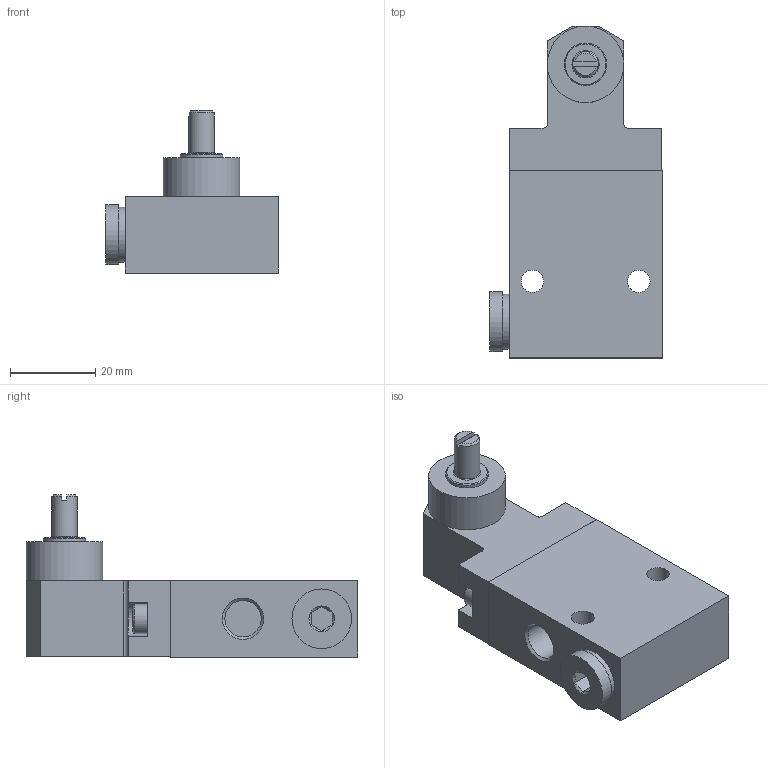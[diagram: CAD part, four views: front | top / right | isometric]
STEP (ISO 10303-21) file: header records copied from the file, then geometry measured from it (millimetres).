
FILE_DESCRIPTION(/* description */ ('STEP AP214'),/* implementation_level */ '2;1');
FILE_NAME(/* name */ '4937_RW_O-3-1_8',/* time_stamp */ '2024-09-14T22:26:17+02:00',/* author */ ('License CC BY-ND 4.0'),/* organization */ ('CADENAS'),/* preprocessor_version */ 'ST-DEVELOPER v19.3',/* originating_system */ 'PARTsolutions',/* authorisation */ ' ');
FILE_SCHEMA (('AUTOMOTIVE_DESIGN {1 0 10303 214 3 1 1}'));
Length unit declared in the file: millimetre
Products named in the file (1): 4937 RW/O-3-1/8
Bounding box: 40.5 x 78 x 38.1 mm (x, y, z)
Volume: 42865 mm3; surface area: 11354.8 mm2
Topology: 1 solids, 2 shells, 93 faces, 215 edges, 139 vertices
Faces by surface type: plane 64, cylinder 17, cone 9, torus 3
Full cylindrical faces by diameter (mm): 5.3 x2, 6 x1, 7 x2, 8.566 x4, 10 x1, 13 x1, 14 x1, 18 x1
Entity records: 3208 total; most frequent: CARTESIAN_POINT 511, DIRECTION 407, ORIENTED_EDGE 380, EDGE_CURVE 190, AXIS2_PLACEMENT_3D 147, VERTEX_POINT 137, EDGE_LOOP 133, FACE_BOUND 133
